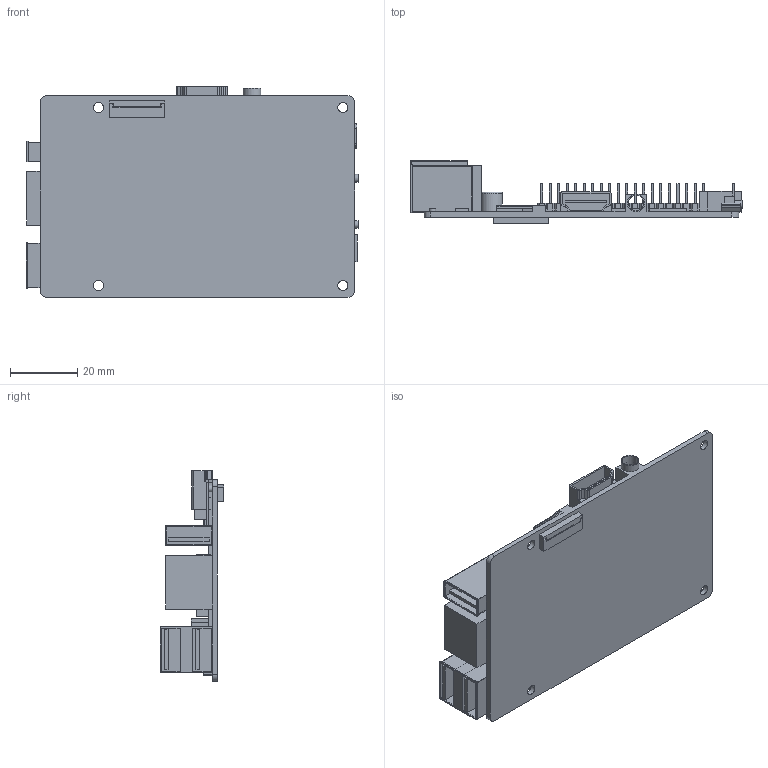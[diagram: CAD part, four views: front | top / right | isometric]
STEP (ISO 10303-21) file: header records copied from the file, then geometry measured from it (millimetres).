
FILE_DESCRIPTION(/* description */ (''),/* implementation_level */ '2;1');
FILE_NAME(/* name */ 'ORANGE PI PLUS 2E.stp',/* time_stamp */ '2019-03-18T16:29:15-03:00',/* author */ ('algut'),/* organization */ (''),/* preprocessor_version */ 'ST-DEVELOPER v15.6',/* originating_system */ 'Autodesk Inventor 2015',/* authorisation */ '');
FILE_SCHEMA (('AUTOMOTIVE_DESIGN { 1 0 10303 214 3 1 1 }'));
Length unit declared in the file: millimetre
Products named in the file (1): ORANGE PI PLUS 2E
Bounding box: 98.9 x 19.05 x 62.7 mm (x, y, z)
Volume: 18571.3 mm3; surface area: 22075.1 mm2
Topology: 1 solids, 1 shells, 629 faces, 1642 edges, 1088 vertices
Faces by surface type: plane 573, cylinder 54, sphere 1, torus 1
Full cylindrical faces by diameter (mm): 1 x1, 2 x1, 2.3 x2, 3 x4, 4.4 x1, 4.7 x1, 5.3 x1, 6.605 x1
Entity records: 18873 total; most frequent: CARTESIAN_POINT 3336, ORIENTED_EDGE 3238, DIRECTION 2992, EDGE_CURVE 1619, LINE 1514, VECTOR 1514, VERTEX_POINT 1075, AXIS2_PLACEMENT_3D 739
